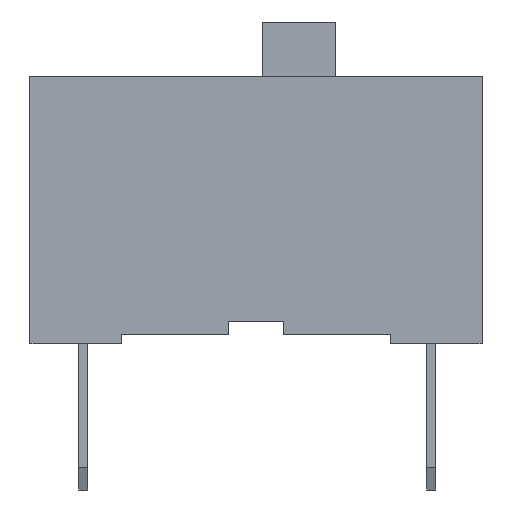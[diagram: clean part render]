
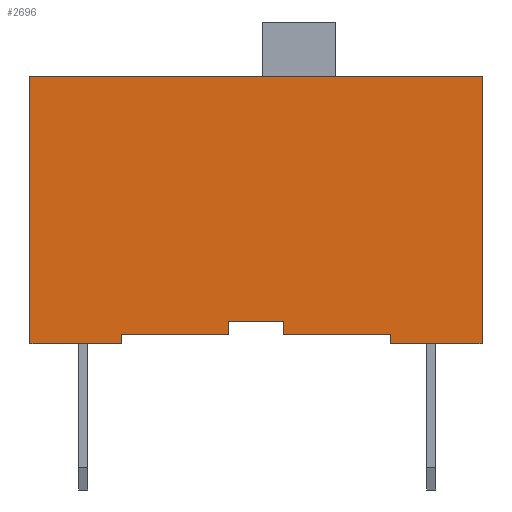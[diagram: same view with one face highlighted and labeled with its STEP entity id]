
A CAD part, left-side view. The second image highlights one B-rep face of the part: STEP entity #2696.
In plain terms, the highlighted planar face has unit normal (-1, 0, 0).
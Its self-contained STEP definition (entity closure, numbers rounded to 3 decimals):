
#197=FACE_OUTER_BOUND('',#343,.T.);
#343=EDGE_LOOP('',(#1886,#1887,#1888,#1889,#1890,#1891,#1892,#1893,#1894,
#1895,#1896,#1897));
#494=LINE('',#3676,#823);
#496=LINE('',#3682,#825);
#524=LINE('',#3737,#853);
#529=LINE('',#3746,#858);
#542=LINE('',#3773,#871);
#545=LINE('',#3778,#874);
#553=LINE('',#3793,#882);
#554=LINE('',#3795,#883);
#555=LINE('',#3797,#884);
#556=LINE('',#3799,#885);
#557=LINE('',#3800,#886);
#558=LINE('',#3801,#887);
#823=VECTOR('',#3066,10.);
#825=VECTOR('',#3070,10.);
#853=VECTOR('',#3108,10.);
#858=VECTOR('',#3115,10.);
#871=VECTOR('',#3134,10.);
#874=VECTOR('',#3139,10.);
#882=VECTOR('',#3159,10.);
#883=VECTOR('',#3160,10.);
#884=VECTOR('',#3161,10.);
#885=VECTOR('',#3162,10.);
#886=VECTOR('',#3163,10.);
#887=VECTOR('',#3164,10.);
#1150=VERTEX_POINT('',#3670);
#1152=VERTEX_POINT('',#3674);
#1153=VERTEX_POINT('',#3678);
#1155=VERTEX_POINT('',#3681);
#1177=VERTEX_POINT('',#3736);
#1180=VERTEX_POINT('',#3744);
#1191=VERTEX_POINT('',#3772);
#1192=VERTEX_POINT('',#3776);
#1193=VERTEX_POINT('',#3792);
#1194=VERTEX_POINT('',#3794);
#1195=VERTEX_POINT('',#3796);
#1196=VERTEX_POINT('',#3798);
#1410=EDGE_CURVE('',#1150,#1152,#494,.T.);
#1412=EDGE_CURVE('',#1155,#1153,#496,.T.);
#1440=EDGE_CURVE('',#1177,#1155,#524,.T.);
#1445=EDGE_CURVE('',#1152,#1180,#529,.T.);
#1458=EDGE_CURVE('',#1191,#1177,#542,.T.);
#1461=EDGE_CURVE('',#1180,#1192,#545,.T.);
#1469=EDGE_CURVE('',#1193,#1192,#553,.T.);
#1470=EDGE_CURVE('',#1194,#1193,#554,.T.);
#1471=EDGE_CURVE('',#1195,#1194,#555,.T.);
#1472=EDGE_CURVE('',#1196,#1195,#556,.T.);
#1473=EDGE_CURVE('',#1191,#1196,#557,.T.);
#1474=EDGE_CURVE('',#1153,#1150,#558,.T.);
#1886=ORIENTED_EDGE('',*,*,#1410,.T.);
#1887=ORIENTED_EDGE('',*,*,#1445,.T.);
#1888=ORIENTED_EDGE('',*,*,#1461,.T.);
#1889=ORIENTED_EDGE('',*,*,#1469,.F.);
#1890=ORIENTED_EDGE('',*,*,#1470,.F.);
#1891=ORIENTED_EDGE('',*,*,#1471,.F.);
#1892=ORIENTED_EDGE('',*,*,#1472,.F.);
#1893=ORIENTED_EDGE('',*,*,#1473,.F.);
#1894=ORIENTED_EDGE('',*,*,#1458,.T.);
#1895=ORIENTED_EDGE('',*,*,#1440,.T.);
#1896=ORIENTED_EDGE('',*,*,#1412,.T.);
#1897=ORIENTED_EDGE('',*,*,#1474,.T.);
#2579=PLANE('',#2929);
#2696=ADVANCED_FACE('',(#197),#2579,.F.);
#2929=AXIS2_PLACEMENT_3D('',#3791,#3157,#3158);
#3066=DIRECTION('',(0.,0.,-1.));
#3070=DIRECTION('',(0.,0.,1.));
#3108=DIRECTION('',(0.,-1.,0.));
#3115=DIRECTION('',(0.,-1.,0.));
#3134=DIRECTION('',(0.,0.,1.));
#3139=DIRECTION('',(0.,0.,-1.));
#3157=DIRECTION('center_axis',(1.,0.,0.));
#3158=DIRECTION('ref_axis',(0.,0.,-1.));
#3159=DIRECTION('',(0.,1.,0.));
#3160=DIRECTION('',(0.,0.,-1.));
#3161=DIRECTION('',(0.,-1.,0.));
#3162=DIRECTION('',(0.,0.,1.));
#3163=DIRECTION('',(0.,1.,0.));
#3164=DIRECTION('',(0.,-1.,0.));
#3670=CARTESIAN_POINT('',(-3.22,-0.6,-2.425));
#3674=CARTESIAN_POINT('',(-3.22,-0.6,-2.725));
#3676=CARTESIAN_POINT('',(-3.22,-0.6,-1.363));
#3678=CARTESIAN_POINT('',(-3.22,0.6,-2.425));
#3681=CARTESIAN_POINT('',(-3.22,0.6,-2.725));
#3682=CARTESIAN_POINT('',(-3.22,0.6,-1.363));
#3736=CARTESIAN_POINT('',(-3.22,2.95,-2.725));
#3737=CARTESIAN_POINT('',(-3.22,0.,-2.725));
#3744=CARTESIAN_POINT('',(-3.22,-2.95,-2.725));
#3746=CARTESIAN_POINT('',(-3.22,0.,-2.725));
#3772=CARTESIAN_POINT('',(-3.22,2.95,-2.925));
#3773=CARTESIAN_POINT('',(-3.22,2.95,-1.463));
#3776=CARTESIAN_POINT('',(-3.22,-2.95,-2.925));
#3778=CARTESIAN_POINT('',(-3.22,-2.95,-1.463));
#3791=CARTESIAN_POINT('Origin',(-3.22,0.,0.));
#3792=CARTESIAN_POINT('',(-3.22,-4.95,-2.925));
#3793=CARTESIAN_POINT('',(-3.22,4.95,-2.925));
#3794=CARTESIAN_POINT('',(-3.22,-4.95,2.925));
#3795=CARTESIAN_POINT('',(-3.22,-4.95,-2.925));
#3796=CARTESIAN_POINT('',(-3.22,4.95,2.925));
#3797=CARTESIAN_POINT('',(-3.22,-4.95,2.925));
#3798=CARTESIAN_POINT('',(-3.22,4.95,-2.925));
#3799=CARTESIAN_POINT('',(-3.22,4.95,2.925));
#3800=CARTESIAN_POINT('',(-3.22,4.95,-2.925));
#3801=CARTESIAN_POINT('',(-3.22,0.,-2.425));
